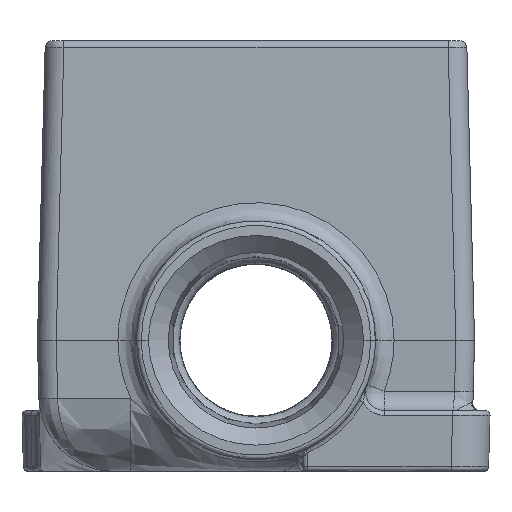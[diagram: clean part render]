
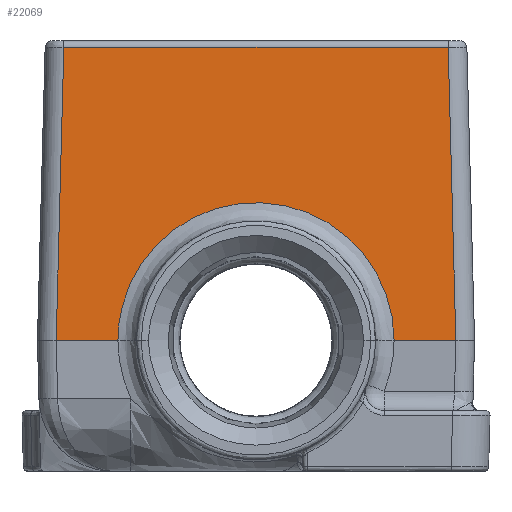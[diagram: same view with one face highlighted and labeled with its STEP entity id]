
A CAD part, left-side view. The second image highlights one B-rep face of the part: STEP entity #22069.
In plain terms, the highlighted planar face has unit normal (-1, 0, 0.026).
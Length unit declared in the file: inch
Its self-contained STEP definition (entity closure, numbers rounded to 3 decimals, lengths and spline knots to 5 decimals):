
#46=ELLIPSE('',#23487,0.92219,0.92188);
#707=PLANE('',#23486);
#2673=FACE_OUTER_BOUND('',#3972,.T.);
#3972=EDGE_LOOP('',(#16583,#16584,#16585,#16586,#16587,#16588));
#5972=LINE('',#34781,#7869);
#5984=LINE('',#34821,#7881);
#5985=LINE('',#34825,#7882);
#5986=LINE('',#34829,#7883);
#5987=LINE('',#34830,#7884);
#7869=VECTOR('',#25556,0.3937);
#7881=VECTOR('',#25592,0.3937);
#7882=VECTOR('',#25597,0.3937);
#7883=VECTOR('',#25600,0.3937);
#7884=VECTOR('',#25601,0.3937);
#10914=VERTEX_POINT('',#34746);
#10917=VERTEX_POINT('',#34772);
#10935=VERTEX_POINT('',#34820);
#10936=VERTEX_POINT('',#34824);
#10937=VERTEX_POINT('',#34826);
#10938=VERTEX_POINT('',#34828);
#13096=EDGE_CURVE('',#10917,#10914,#5972,.T.);
#13116=EDGE_CURVE('',#10914,#10935,#5984,.T.);
#13118=EDGE_CURVE('',#10936,#10917,#5985,.T.);
#13119=EDGE_CURVE('',#10937,#10936,#46,.T.);
#13120=EDGE_CURVE('',#10938,#10937,#5986,.T.);
#13121=EDGE_CURVE('',#10935,#10938,#5987,.T.);
#16583=ORIENTED_EDGE('',*,*,#13096,.F.);
#16584=ORIENTED_EDGE('',*,*,#13118,.F.);
#16585=ORIENTED_EDGE('',*,*,#13119,.F.);
#16586=ORIENTED_EDGE('',*,*,#13120,.F.);
#16587=ORIENTED_EDGE('',*,*,#13121,.F.);
#16588=ORIENTED_EDGE('',*,*,#13116,.F.);
#22069=ADVANCED_FACE('',(#2673),#707,.T.);
#23486=AXIS2_PLACEMENT_3D('',#34823,#25595,#25596);
#23487=AXIS2_PLACEMENT_3D('',#34827,#25598,#25599);
#25556=DIRECTION('',(0.026,-0.026,0.999));
#25592=DIRECTION('',(0.,-1.,0.));
#25595=DIRECTION('center_axis',(-1.,0.,0.026));
#25596=DIRECTION('ref_axis',(0.,1.,0.));
#25597=DIRECTION('',(0.,1.,0.));
#25598=DIRECTION('center_axis',(-1.,0.,0.026));
#25599=DIRECTION('ref_axis',(0.026,0.,1.));
#25600=DIRECTION('',(0.,1.,0.));
#25601=DIRECTION('',(-0.026,-0.026,-0.999));
#34746=CARTESIAN_POINT('',(-2.28245,1.28249,-0.04565));
#34772=CARTESIAN_POINT('',(-2.3336,1.33364,-1.99918));
#34781=CARTESIAN_POINT('',(-2.27977,1.27982,0.05639));
#34820=CARTESIAN_POINT('',(-2.28245,-1.28249,-0.04565));
#34821=CARTESIAN_POINT('',(-2.28245,0.70313,-0.04565));
#34823=CARTESIAN_POINT('Origin',(-2.28125,1.40625,0.));
#34824=CARTESIAN_POINT('',(-2.3336,0.92187,-1.99918));
#34825=CARTESIAN_POINT('',(-2.3336,1.43244,-1.99918));
#34826=CARTESIAN_POINT('',(-2.3336,-0.92187,-1.99918));
#34827=CARTESIAN_POINT('Origin',(-2.33371,0.,
-2.00327));
#34828=CARTESIAN_POINT('',(-2.3336,-1.33364,-1.99918));
#34829=CARTESIAN_POINT('',(-2.3336,1.43244,-1.99918));
#34830=CARTESIAN_POINT('',(-2.28037,-1.28042,0.03351));
